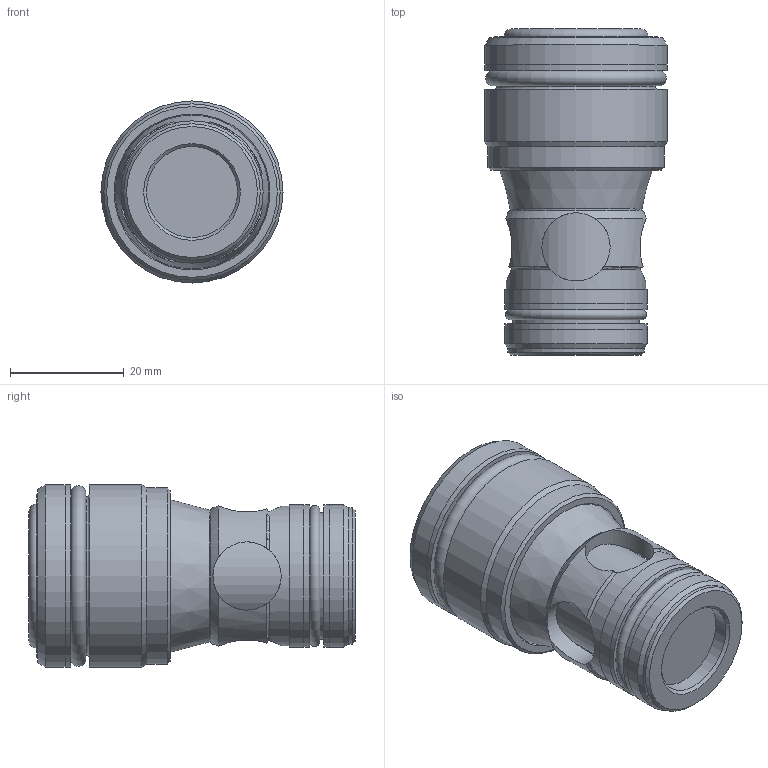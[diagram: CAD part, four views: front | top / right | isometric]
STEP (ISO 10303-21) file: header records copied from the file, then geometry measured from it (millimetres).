
FILE_DESCRIPTION(/* description */ (''),/* implementation_level */ '2;1');
FILE_NAME(/* name */ 'LC16A..D-7XJ二通插装阀.prt.stp',/* time_stamp */ '2022-03-30T18:39:27+08:00',/* author */ (''),/* organization */ (''),/* preprocessor_version */ 'ST-DEVELOPER v16.7',/* originating_system */ 'SIEMENS PLM Software NX 12.0',/* authorisation */ '');
FILE_SCHEMA (('AUTOMOTIVE_DESIGN { 1 0 10303 214 3 1 1 1 }'));
Length unit declared in the file: millimetre
Products named in the file (1): LC16A..D-7XJ二通插装阀
Bounding box: 32 x 57.35 x 32 mm (x, y, z)
Volume: 37233.6 mm3; surface area: 14999.5 mm2
Topology: 11 solids, 11 shells, 89 faces, 193 edges, 123 vertices
Faces by surface type: cylinder 36, plane 27, cone 15, torus 11
Full cylindrical faces by diameter (mm): 12 x4, 16 x1, 18 x1, 19 x1, 19.5 x1, 20.2 x1, 22.3 x3, 23.1 x2, 24 x1, 24.5 x1, 25 x4, 25.1 x1, 27 x4, 27.8 x1, 27.9 x1, 28.8 x1, 31 x1, 32 x3
Entity records: 2431 total; most frequent: CARTESIAN_POINT 692, DIRECTION 342, ORIENTED_EDGE 250, AXIS2_PLACEMENT_3D 171, EDGE_LOOP 154, FACE_BOUND 142, EDGE_CURVE 125, VERTEX_POINT 109
